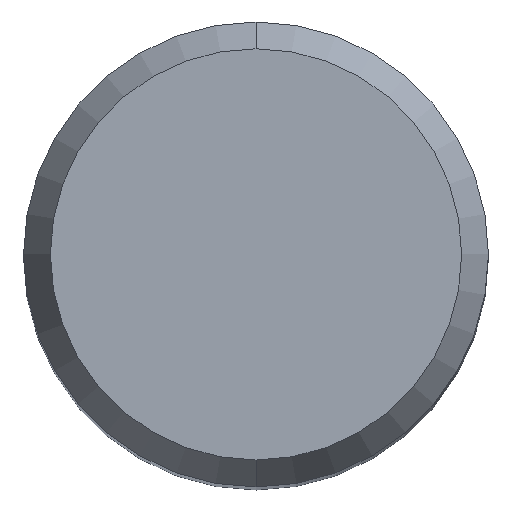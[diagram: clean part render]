
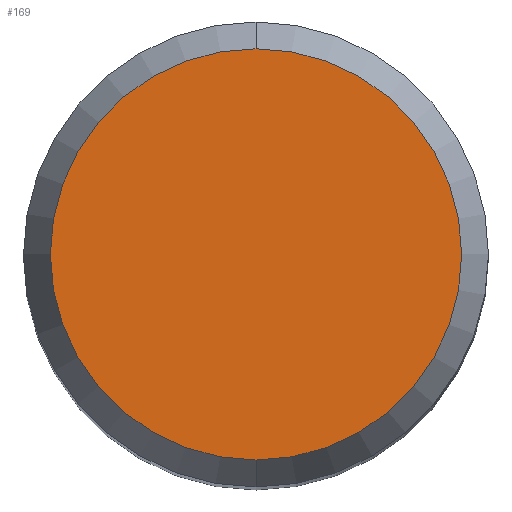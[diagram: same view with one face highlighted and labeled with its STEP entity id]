
A CAD part, top view. The second image highlights one B-rep face of the part: STEP entity #169.
In plain terms, the highlighted planar face has unit normal (0, 0, 1).
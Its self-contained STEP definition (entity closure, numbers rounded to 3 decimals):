
#169=ADVANCED_FACE('',(#460),#461,.T.);
#171=EDGE_CURVE('',#363,#385,#463,.T.);
#363=VERTEX_POINT('',#673);
#385=VERTEX_POINT('',#698);
#425=EDGE_CURVE('',#385,#363,#742,.T.);
#460=FACE_OUTER_BOUND('',#771,.T.);
#461=PLANE('',#772);
#463=CIRCLE('',#775,4.423);
#673=CARTESIAN_POINT('',(0.0,4.423,0.0));
#698=CARTESIAN_POINT('',(0.,-4.423,0.0));
#742=CIRCLE('',#1389,4.423);
#771=EDGE_LOOP('',(#1414,#1415));
#772=AXIS2_PLACEMENT_3D('',#1416,#1417,#1418);
#775=AXIS2_PLACEMENT_3D('',#1419,#1420,#1421);
#1389=AXIS2_PLACEMENT_3D('',#1727,#1728,#1729);
#1414=ORIENTED_EDGE('',*,*,#171,.F.);
#1415=ORIENTED_EDGE('',*,*,#425,.F.);
#1416=CARTESIAN_POINT('',(0.0,2.211,0.0));
#1417=DIRECTION('',(-0.0,0.0,1.0));
#1418=DIRECTION('',(0.0,-1.0,0.0));
#1419=CARTESIAN_POINT('',(0.0,0.0,0.0));
#1420=DIRECTION('',(0.0,0.0,-1.0));
#1421=DIRECTION('',(0.0,1.0,0.0));
#1727=CARTESIAN_POINT('',(0.0,0.0,0.0));
#1728=DIRECTION('',(0.0,0.0,-1.0));
#1729=DIRECTION('',(0.0,1.0,0.0));
